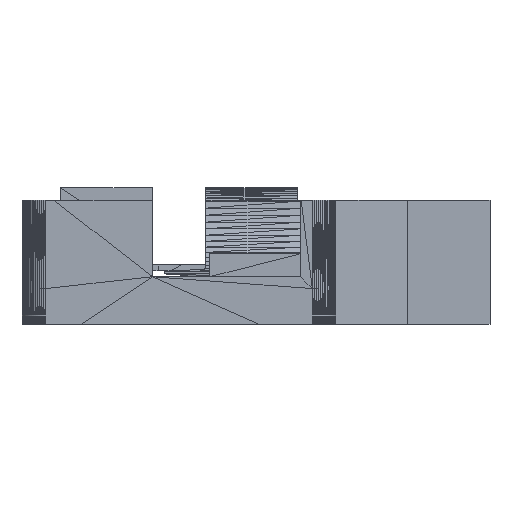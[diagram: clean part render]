
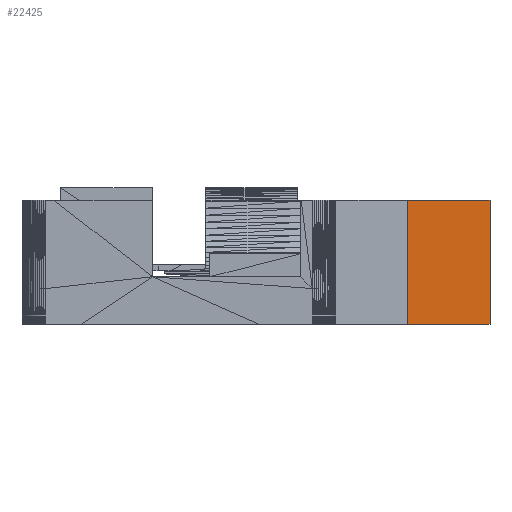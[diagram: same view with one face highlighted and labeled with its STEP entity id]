
A CAD part, left-side view. The second image highlights one B-rep face of the part: STEP entity #22425.
In plain terms, the highlighted planar face has unit normal (-1, 0, 0).
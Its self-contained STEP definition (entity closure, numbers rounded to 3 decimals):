
#887=FACE_OUTER_BOUND('',#2362,.T.);
#2362=EDGE_LOOP('',(#17735,#17736,#17737,#17738));
#4683=LINE('',#33959,#7783);
#4997=LINE('',#34587,#8097);
#4999=LINE('',#34591,#8099);
#5000=LINE('',#34592,#8100);
#7783=VECTOR('',#27679,10.);
#8097=VECTOR('',#28247,10.);
#8099=VECTOR('',#28251,10.);
#8100=VECTOR('',#28252,10.);
#10148=VERTEX_POINT('',#33956);
#10149=VERTEX_POINT('',#33958);
#10336=VERTEX_POINT('',#34586);
#10337=VERTEX_POINT('',#34590);
#12515=EDGE_CURVE('',#10149,#10148,#4683,.T.);
#12829=EDGE_CURVE('',#10149,#10336,#4997,.T.);
#12831=EDGE_CURVE('',#10148,#10337,#4999,.T.);
#12832=EDGE_CURVE('',#10336,#10337,#5000,.F.);
#17735=ORIENTED_EDGE('',*,*,#12515,.T.);
#17736=ORIENTED_EDGE('',*,*,#12831,.T.);
#17737=ORIENTED_EDGE('',*,*,#12832,.F.);
#17738=ORIENTED_EDGE('',*,*,#12829,.F.);
#20960=PLANE('',#23893);
#22425=ADVANCED_FACE('',(#887),#20960,.F.);
#23893=AXIS2_PLACEMENT_3D('',#34589,#28249,#28250);
#27679=DIRECTION('',(0.,-1.,0.));
#28247=DIRECTION('',(0.,0.,1.));
#28249=DIRECTION('center_axis',(1.,0.,0.));
#28250=DIRECTION('ref_axis',(0.,1.,0.));
#28251=DIRECTION('',(0.,0.,1.));
#28252=DIRECTION('',(0.,1.,0.));
#33956=CARTESIAN_POINT('',(56298.792,-5934.719,24381.929));
#33958=CARTESIAN_POINT('',(56298.792,-5927.717,24381.929));
#33959=CARTESIAN_POINT('',(56298.792,-5919.359,24381.929));
#34586=CARTESIAN_POINT('',(56298.792,-5927.717,24392.4));
#34587=CARTESIAN_POINT('',(56298.792,-5927.717,24381.831));
#34589=CARTESIAN_POINT('Origin',(56298.792,-5925.719,24382.465));
#34590=CARTESIAN_POINT('',(56298.792,-5934.719,24392.4));
#34591=CARTESIAN_POINT('',(56298.792,-5934.719,24382.465));
#34592=CARTESIAN_POINT('',(56298.792,-5925.719,24392.4));
